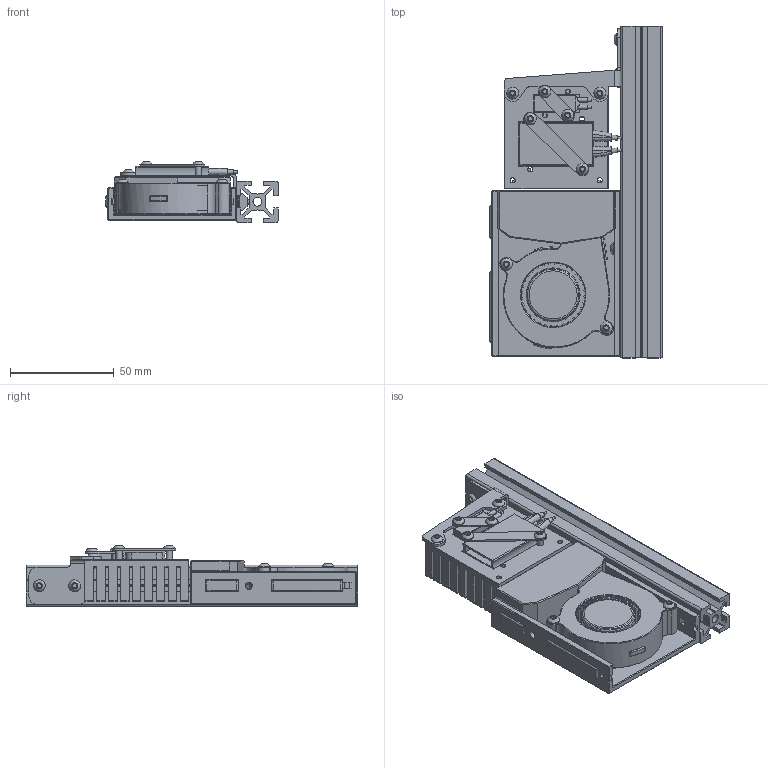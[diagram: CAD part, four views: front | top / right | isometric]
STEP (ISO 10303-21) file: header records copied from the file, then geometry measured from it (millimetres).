
FILE_DESCRIPTION(('FreeCAD Model'),'2;1');
FILE_NAME('Open CASCADE Shape Model','2026-01-29T23:10:06',(''),(''), 'Open CASCADE STEP processor 7.8','FreeCAD','Unknown');
FILE_SCHEMA(('AUTOMOTIVE_DESIGN { 1 0 10303 214 1 1 1 1 }'));
Length unit declared in the file: millimetre
Products named in the file (19): Assembly; HFS5-2020-160; tnut_2020_m3_roll; BlockAssembly; heater_heatsink_ptc_tswitch; ptc_mini_element_v1; thermal_switch_ksd9700_v1; heater_strap_ptc; heater_strap_tswitch; m3x8_bhcs; FanAssembly; heater_fan_duct; heater_fan_screw_spacer; heatset_m3_short_cnck; fan_radial_50x15; m3x18_bhcs; heater_bracket; m3x6_bhcs; m3x4_bhcs
Assembly tree (29 placements, depth 3):
  Assembly
    HFS5-2020-160
    tnut_2020_m3_roll  x3
    BlockAssembly
      heater_heatsink_ptc_tswitch
      ptc_mini_element_v1
      thermal_switch_ksd9700_v1
      heater_strap_ptc
      heater_strap_tswitch
      m3x8_bhcs  x4
    FanAssembly
      heater_fan_duct
      heater_fan_screw_spacer  x2
      heatset_m3_short_cnck  x2
      fan_radial_50x15
      m3x18_bhcs  x2
    heater_bracket
    m3x6_bhcs  x2
    m3x4_bhcs  x2
    m3x8_bhcs
Bounding box: 83 x 160 x 29.41 mm (x, y, z)
Volume: 105360.5 mm3; surface area: 104675.5 mm2
Topology: 27 solids, 49 shells, 2434 faces, 6526 edges, 4299 vertices
Faces by surface type: plane 1364, cylinder 560, bspline 358, cone 114, sphere 26, torus 6, revolution 4, extrusion 2
Full cylindrical faces by diameter (mm): 1 x2, 2 x2, 2.459 x3, 2.5 x12, 2.529 x4, 3 x11, 3.086 x2, 3.1 x2, 3.3 x4, 3.4 x6, 3.5 x3, 3.6 x2, 3.8 x2, 4 x4, 4.2 x1, 4.4 x2, 4.5 x2, 5.7 x11, 26 x2, 31 x1, 42.168 x1
Entity records: 65609 total; most frequent: CARTESIAN_POINT 16894, ORIENTED_EDGE 10364, DIRECTION 9306, EDGE_CURVE 5182, VECTOR 3480, LINE 3478, VERTEX_POINT 3410, AXIS2_PLACEMENT_3D 2911
